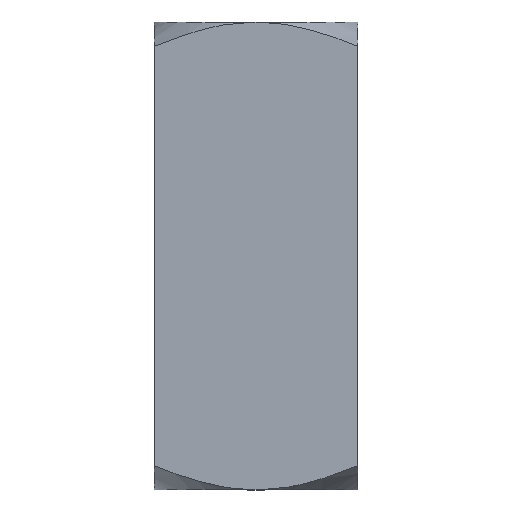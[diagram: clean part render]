
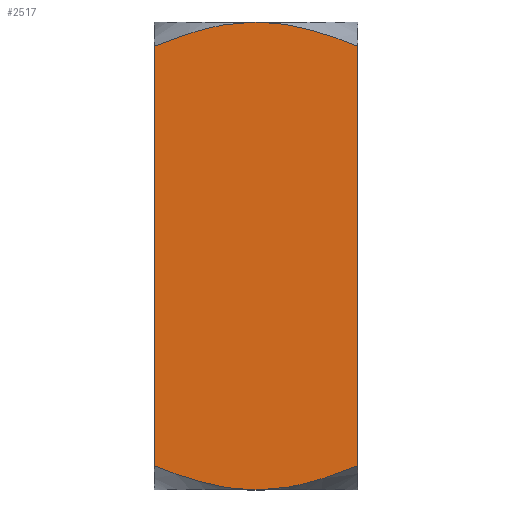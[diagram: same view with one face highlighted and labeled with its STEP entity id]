
A CAD part, front view. The second image highlights one B-rep face of the part: STEP entity #2517.
In plain terms, the highlighted planar face has unit normal (0, -1, 0).
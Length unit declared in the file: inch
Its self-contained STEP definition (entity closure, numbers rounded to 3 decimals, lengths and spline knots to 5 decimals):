
#16 = ORIENTED_EDGE ( 'NONE', *, *, #5524, .T. ) ;
#407 = DIRECTION ( 'NONE',  ( 0., -1., 0. ) ) ;
#464 = CARTESIAN_POINT ( 'NONE',  ( -0.01477, -0.34375, -0.79 ) ) ;
#534 = CARTESIAN_POINT ( 'NONE',  ( -0.34375, -0.34375, 0.70779 ) ) ;
#709 = CARTESIAN_POINT ( 'NONE',  ( -0.02969, -0.34375, 0.78944 ) ) ;
#853 = ORIENTED_EDGE ( 'NONE', *, *, #7235, .T. ) ;
#940 = DIRECTION ( 'NONE',  ( 0., 0., 1. ) ) ;
#1439 = CARTESIAN_POINT ( 'NONE',  ( 0.34375, -0.34375, -0.70779 ) ) ;
#1489 = EDGE_CURVE ( 'NONE', #9128, #2871, #7013, .T. ) ;
#2134 = CARTESIAN_POINT ( 'NONE',  ( 0.23217, -0.34375, -0.74932 ) ) ;
#2186 = EDGE_CURVE ( 'NONE', #2414, #4485, #7139, .T. ) ;
#2272 = CARTESIAN_POINT ( 'NONE',  ( -0.34375, -0.34375, 0.70779 ) ) ;
#2343 = CARTESIAN_POINT ( 'NONE',  ( 0.28852, -0.34375, 0.72968 ) ) ;
#2412 = DIRECTION ( 'NONE',  ( 0., 0., 1. ) ) ;
#2414 = VERTEX_POINT ( 'NONE', #8512 ) ;
#2487 = VERTEX_POINT ( 'NONE', #3246 ) ;
#2517 = ADVANCED_FACE ( 'NONE', ( #4289 ), #7136, .T. ) ;
#2519 = ORIENTED_EDGE ( 'NONE', *, *, #1489, .T. ) ;
#2542 = VECTOR ( 'NONE', #2412, 39.37008 ) ;
#2871 = VERTEX_POINT ( 'NONE', #4376 ) ;
#2909 = CARTESIAN_POINT ( 'NONE',  ( 0.31627, -0.34375, 0.71901 ) ) ;
#2966 = EDGE_CURVE ( 'NONE', #2871, #2414, #8532, .T. ) ;
#2995 = CARTESIAN_POINT ( 'NONE',  ( -0.14705, -0.34375, 0.7731 ) ) ;
#3009 = EDGE_CURVE ( 'NONE', #2487, #4485, #3234, .T. ) ;
#3029 = CARTESIAN_POINT ( 'NONE',  ( 0.05927, -0.34375, -0.78773 ) ) ;
#3133 = CARTESIAN_POINT ( 'NONE',  ( 0.23217, -0.34375, 0.74932 ) ) ;
#3190 = CARTESIAN_POINT ( 'NONE',  ( 0.02981, -0.34375, 0.79 ) ) ;
#3234 = LINE ( 'NONE', #3905, #4048 ) ;
#3246 = CARTESIAN_POINT ( 'NONE',  ( -0.34375, -0.34375, -0.70779 ) ) ;
#3478 = CARTESIAN_POINT ( 'NONE',  ( -0.14705, -0.34375, -0.7731 ) ) ;
#3718 = CARTESIAN_POINT ( 'NONE',  ( 0.20369, -0.34375, -0.75824 ) ) ;
#3806 = VERTEX_POINT ( 'NONE', #6300 ) ;
#3848 = CARTESIAN_POINT ( 'NONE',  ( 0., -0.34375, 0.79 ) ) ;
#3905 = CARTESIAN_POINT ( 'NONE',  ( -0.34375, -0.34375, 0. ) ) ;
#4048 = VECTOR ( 'NONE', #940, 39.37008 ) ;
#4275 = ORIENTED_EDGE ( 'NONE', *, *, #2186, .T. ) ;
#4289 = FACE_OUTER_BOUND ( 'NONE', #4721, .T. ) ;
#4363 = CARTESIAN_POINT ( 'NONE',  ( 0., -0.34375, 0.79 ) ) ;
#4376 = CARTESIAN_POINT ( 'NONE',  ( 0.34375, -0.34375, 0.70779 ) ) ;
#4485 = VERTEX_POINT ( 'NONE', #534 ) ;
#4721 = EDGE_LOOP ( 'NONE', ( #2519, #5227, #4275, #6642, #16, #853 ) ) ;
#4817 = CARTESIAN_POINT ( 'NONE',  ( -0.34375, -0.34375, -0.70779 ) ) ;
#4980 = CARTESIAN_POINT ( 'NONE',  ( -0.02969, -0.34375, -0.78944 ) ) ;
#5131 = CARTESIAN_POINT ( 'NONE',  ( 0.28852, -0.34375, -0.72968 ) ) ;
#5227 = ORIENTED_EDGE ( 'NONE', *, *, #2966, .T. ) ;
#5400 = CARTESIAN_POINT ( 'NONE',  ( 0.11758, -0.34375, 0.77935 ) ) ;
#5524 = EDGE_CURVE ( 'NONE', #2487, #3806, #6211, .T. ) ;
#5748 = CARTESIAN_POINT ( 'NONE',  ( 0., -0.34375, -0.79 ) ) ;
#5813 = CARTESIAN_POINT ( 'NONE',  ( -0.11817, -0.34375, -0.77924 ) ) ;
#5854 = CARTESIAN_POINT ( 'NONE',  ( 0.34375, -0.34375, -0.70779 ) ) ;
#5923 = CARTESIAN_POINT ( 'NONE',  ( -0.01477, -0.34375, 0.79 ) ) ;
#5987 = CARTESIAN_POINT ( 'NONE',  ( -0.07421, -0.34375, 0.78559 ) ) ;
#6015 = CARTESIAN_POINT ( 'NONE',  ( -0.28887, -0.34375, 0.7302 ) ) ;
#6074 = CARTESIAN_POINT ( 'NONE',  ( 0.34375, -0.34375, 0. ) ) ;
#6211 = B_SPLINE_CURVE_WITH_KNOTS ( 'NONE', 3,
 ( #4817, #7865, #8811, #3478, #5813, #6568, #8744, #4980, #464, #5748 ),
 .UNSPECIFIED., .F., .F.,
 ( 4, 2, 2, 2, 4 ),
 ( 0.00978, 0.0143, 0.01655, 0.01768, 0.01881 ),
 .UNSPECIFIED. ) ;
#6300 = CARTESIAN_POINT ( 'NONE',  ( 0., -0.34375, -0.79 ) ) ;
#6568 = CARTESIAN_POINT ( 'NONE',  ( -0.07421, -0.34375, -0.78559 ) ) ;
#6642 = ORIENTED_EDGE ( 'NONE', *, *, #3009, .F. ) ;
#6646 = CARTESIAN_POINT ( 'NONE',  ( 0.31627, -0.34375, -0.71901 ) ) ;
#6678 = CARTESIAN_POINT ( 'NONE',  ( -0.05945, -0.34375, 0.78723 ) ) ;
#7013 = LINE ( 'NONE', #6074, #2542 ) ;
#7136 = PLANE ( 'NONE',  #9603 ) ;
#7139 = B_SPLINE_CURVE_WITH_KNOTS ( 'NONE', 3,
 ( #4363, #5923, #709, #6678, #5987, #7505, #2995, #9779, #6015, #2272 ),
 .UNSPECIFIED., .F., .F.,
 ( 4, 2, 2, 2, 4 ),
 ( 0.0317, 0.03282, 0.03393, 0.03617, 0.04064 ),
 .UNSPECIFIED. ) ;
#7235 = EDGE_CURVE ( 'NONE', #3806, #9128, #9309, .T. ) ;
#7386 = CARTESIAN_POINT ( 'NONE',  ( 0.34375, -0.34375, 0.70779 ) ) ;
#7403 = CARTESIAN_POINT ( 'NONE',  ( 0.14643, -0.34375, -0.77325 ) ) ;
#7471 = CARTESIAN_POINT ( 'NONE',  ( 0.02981, -0.34375, -0.79 ) ) ;
#7505 = CARTESIAN_POINT ( 'NONE',  ( -0.11817, -0.34375, 0.77924 ) ) ;
#7705 = CARTESIAN_POINT ( 'NONE',  ( 0.14643, -0.34375, 0.77325 ) ) ;
#7865 = CARTESIAN_POINT ( 'NONE',  ( -0.28887, -0.34375, -0.7302 ) ) ;
#8166 = CARTESIAN_POINT ( 'NONE',  ( 0., -0.34375, -0.79 ) ) ;
#8363 = CARTESIAN_POINT ( 'NONE',  ( 0.20369, -0.34375, 0.75824 ) ) ;
#8428 = CARTESIAN_POINT ( 'NONE',  ( 0.05927, -0.34375, 0.78773 ) ) ;
#8512 = CARTESIAN_POINT ( 'NONE',  ( 0., -0.34375, 0.79 ) ) ;
#8532 = B_SPLINE_CURVE_WITH_KNOTS ( 'NONE', 3,
 ( #7386, #2909, #2343, #3133, #8363, #7705, #5400, #8428, #3190, #3848 ),
 .UNSPECIFIED., .F., .F.,
 ( 4, 2, 2, 2, 4 ),
 ( 0.02268, 0.02493, 0.02719, 0.02944, 0.0317 ),
 .UNSPECIFIED. ) ;
#8609 = DIRECTION ( 'NONE',  ( 1., 0., 0. ) ) ;
#8649 = CARTESIAN_POINT ( 'NONE',  ( 0.34375, -0.34375, 0. ) ) ;
#8744 = CARTESIAN_POINT ( 'NONE',  ( -0.05945, -0.34375, -0.78723 ) ) ;
#8811 = CARTESIAN_POINT ( 'NONE',  ( -0.23277, -0.34375, -0.75059 ) ) ;
#9052 = CARTESIAN_POINT ( 'NONE',  ( 0.11758, -0.34375, -0.77935 ) ) ;
#9128 = VERTEX_POINT ( 'NONE', #5854 ) ;
#9309 = B_SPLINE_CURVE_WITH_KNOTS ( 'NONE', 3,
 ( #8166, #7471, #3029, #9052, #7403, #3718, #2134, #5131, #6646, #1439 ),
 .UNSPECIFIED., .F., .F.,
 ( 4, 2, 2, 2, 4 ),
 ( 0.01881, 0.02109, 0.02336, 0.02564, 0.02792 ),
 .UNSPECIFIED. ) ;
#9603 = AXIS2_PLACEMENT_3D ( 'NONE', #8649, #407, #8609 ) ;
#9779 = CARTESIAN_POINT ( 'NONE',  ( -0.23277, -0.34375, 0.75059 ) ) ;
